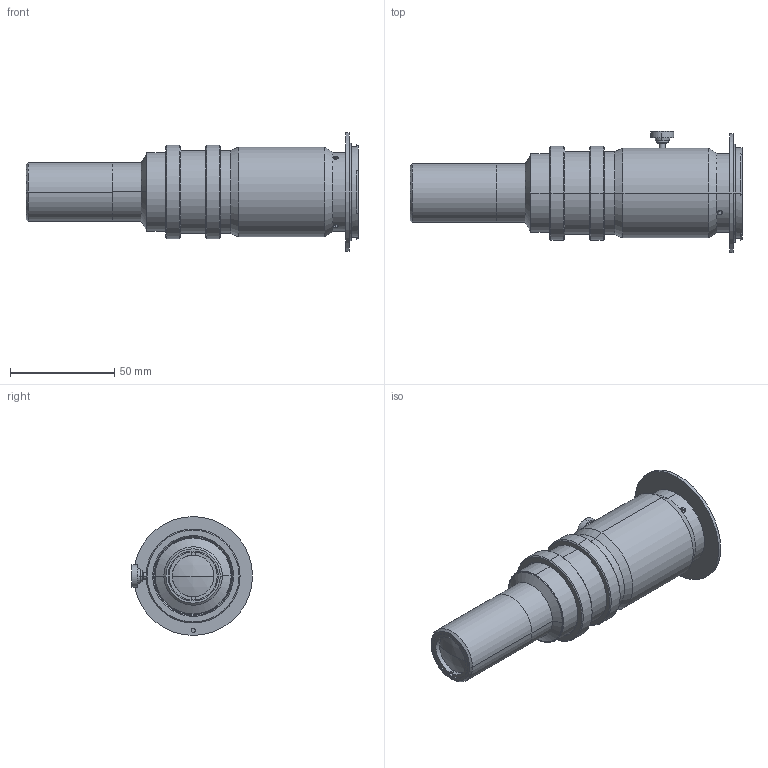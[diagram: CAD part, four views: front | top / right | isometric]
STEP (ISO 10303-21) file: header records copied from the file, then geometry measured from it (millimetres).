
FILE_DESCRIPTION (( 'STEP AP203' ), '1' );
FILE_NAME ('DP31026_TC4M007-F.step', '2021-10-06T10:12:48', ( '' ), ( '' ), 'SwSTEP 2.0', 'SolidWorks 2021', '' );
FILE_SCHEMA (( 'CONFIG_CONTROL_DESIGN' ));
Length unit declared in the file: millimetre
Products named in the file (1): DP31026_TC4M007-F
Bounding box: 159 x 57.95 x 56.9 mm (x, y, z)
Surface area: 33261.1 mm2 (no closed solid volume)
Topology: 0 solids, 17 shells, 142 faces, 402 edges, 280 vertices
Faces by surface type: cylinder 59, plane 49, cone 30, sphere 2, torus 2
Entity records: 5102 total; most frequent: CARTESIAN_POINT 1257, DIRECTION 857, ORIENTED_EDGE 662, EDGE_CURVE 402, AXIS2_PLACEMENT_3D 336, VERTEX_POINT 280, CIRCLE 193, LINE 185
